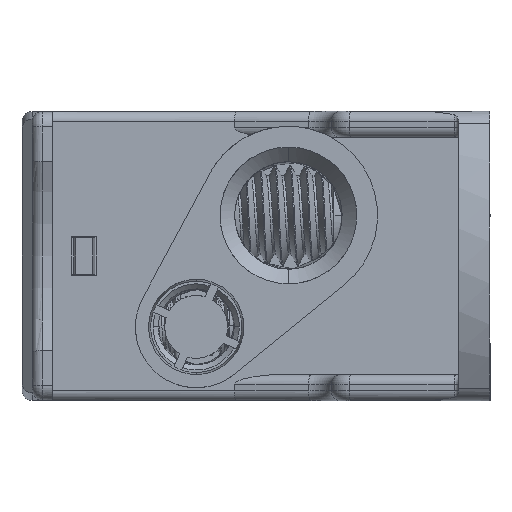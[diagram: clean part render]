
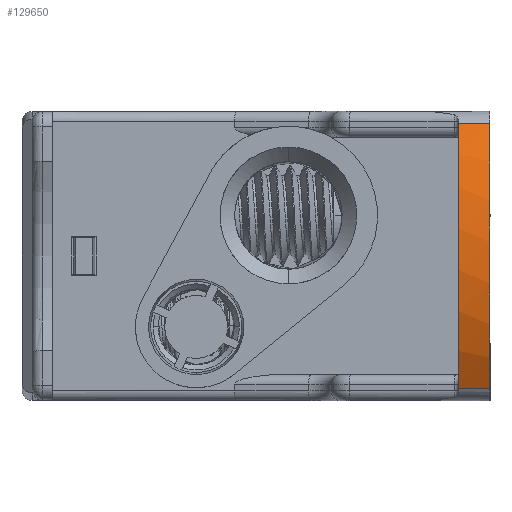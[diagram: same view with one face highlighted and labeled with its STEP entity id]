
A CAD part, left-side view. The second image highlights one B-rep face of the part: STEP entity #129650.
In plain terms, the highlighted cylindrical face has radius 25.65 mm (diameter 51.3 mm), a partial arc.
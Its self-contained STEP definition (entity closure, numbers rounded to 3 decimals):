
#7327 = CARTESIAN_POINT ( 'NONE',  ( -145.296, -28.638, -187.324 ) ) ;
#8147 = CARTESIAN_POINT ( 'NONE',  ( -147.289, -25.538, -165.288 ) ) ;
#8952 = CARTESIAN_POINT ( 'NONE',  ( -146.395, -25.538, -185.319 ) ) ;
#10454 = EDGE_LOOP ( 'NONE', ( #68783, #69953, #124787, #77836 ) ) ;
#16008 = CYLINDRICAL_SURFACE ( 'NONE', #151978, 25.65 ) ;
#17952 = CARTESIAN_POINT ( 'NONE',  ( -145.88, -25.538, -162.161 ) ) ;
#18754 = CARTESIAN_POINT ( 'NONE',  ( -148.879, -25.538, -175.395 ) ) ;
#19546 = CARTESIAN_POINT ( 'NONE',  ( -147.359, -28.638, -165.254 ) ) ;
#21156 = CARTESIAN_POINT ( 'NONE',  ( -146.395, -25.538, -163.18 ) ) ;
#25759 = CARTESIAN_POINT ( 'NONE',  ( -145.296, -28.638, -187.324 ) ) ;
#27387 = CARTESIAN_POINT ( 'NONE',  ( -123.229, -28.948, -174.25 ) ) ;
#31521 = B_SPLINE_CURVE_WITH_KNOTS ( 'NONE', 3,
 ( #7327, #69962, #118024, #56956 ),
 .UNSPECIFIED., .F., .F.,
 ( 4, 4 ),
 ( 0., 1. ),
 .UNSPECIFIED. ) ;
#31624 = VERTEX_POINT ( 'NONE', #25759 ) ;
#32538 = CARTESIAN_POINT ( 'NONE',  ( -147.664, -25.538, -166.368 ) ) ;
#35601 = EDGE_CURVE ( 'NONE', #73300, #137518, #73185, .T. ) ;
#37174 = CARTESIAN_POINT ( 'NONE',  ( -145.296, -28.638, -187.324 ) ) ;
#37973 = CARTESIAN_POINT ( 'NONE',  ( -148.574, -28.638, -178.811 ) ) ;
#43944 = CARTESIAN_POINT ( 'NONE',  ( -145.296, -25.538, -161.176 ) ) ;
#53746 = CARTESIAN_POINT ( 'NONE',  ( -145.296, -26.572, -161.176 ) ) ;
#56956 = CARTESIAN_POINT ( 'NONE',  ( -145.296, -25.538, -187.324 ) ) ;
#58582 = CARTESIAN_POINT ( 'NONE',  ( -145.296, -28.638, -161.176 ) ) ;
#58583 = CARTESIAN_POINT ( 'NONE',  ( -147.289, -25.538, -183.212 ) ) ;
#62396 = CARTESIAN_POINT ( 'NONE',  ( -147.359, -28.638, -183.246 ) ) ;
#68783 = ORIENTED_EDGE ( 'NONE', *, *, #35601, .F. ) ;
#69167 = CARTESIAN_POINT ( 'NONE',  ( -148.879, -28.638, -176.549 ) ) ;
#69953 = ORIENTED_EDGE ( 'NONE', *, *, #81570, .F. ) ;
#69962 = CARTESIAN_POINT ( 'NONE',  ( -145.296, -27.605, -187.324 ) ) ;
#73185 = B_SPLINE_CURVE_WITH_KNOTS ( 'NONE', 3,
 ( #118847, #142475, #8952, #58583, #105015, #131056, #96036, #95235, #18754, #105814, #130257, #157123, #119652, #32538, #8147, #21156, #17952, #43944 ),
 .UNSPECIFIED., .F., .F.,
 ( 4, 2, 2, 2, 2, 2, 2, 2, 4 ),
 ( 0., 0.125, 0.25, 0.375, 0.5, 0.625, 0.75, 0.875, 1. ),
 .UNSPECIFIED. ) ;
#73300 = VERTEX_POINT ( 'NONE', #89736 ) ;
#77836 = ORIENTED_EDGE ( 'NONE', *, *, #91702, .F. ) ;
#80038 = EDGE_CURVE ( 'NONE', #85650, #31624, #119029, .T. ) ;
#81570 = EDGE_CURVE ( 'NONE', #31624, #73300, #31521, .T. ) ;
#84196 = B_SPLINE_CURVE_WITH_KNOTS ( 'NONE', 3,
 ( #103401, #53746, #138483, #104999 ),
 .UNSPECIFIED., .F., .F.,
 ( 4, 4 ),
 ( 0., 1. ),
 .UNSPECIFIED. ) ;
#85650 = VERTEX_POINT ( 'NONE', #101419 ) ;
#89736 = CARTESIAN_POINT ( 'NONE',  ( -145.296, -25.538, -187.324 ) ) ;
#90071 = FACE_OUTER_BOUND ( 'NONE', #10454, .T. ) ;
#91702 = EDGE_CURVE ( 'NONE', #137518, #85650, #84196, .T. ) ;
#95235 = CARTESIAN_POINT ( 'NONE',  ( -148.802, -25.538, -176.535 ) ) ;
#95484 = CARTESIAN_POINT ( 'NONE',  ( -145.296, -25.538, -161.176 ) ) ;
#96036 = CARTESIAN_POINT ( 'NONE',  ( -148.497, -25.538, -178.804 ) ) ;
#99857 = CARTESIAN_POINT ( 'NONE',  ( -148.879, -28.638, -171.951 ) ) ;
#101419 = CARTESIAN_POINT ( 'NONE',  ( -145.296, -28.638, -161.176 ) ) ;
#103401 = CARTESIAN_POINT ( 'NONE',  ( -145.296, -25.538, -161.176 ) ) ;
#104999 = CARTESIAN_POINT ( 'NONE',  ( -145.296, -28.638, -161.176 ) ) ;
#105015 = CARTESIAN_POINT ( 'NONE',  ( -147.664, -25.538, -182.132 ) ) ;
#105814 = CARTESIAN_POINT ( 'NONE',  ( -148.879, -25.538, -173.105 ) ) ;
#108223 = CARTESIAN_POINT ( 'NONE',  ( -146.469, -28.638, -163.155 ) ) ;
#112042 = CARTESIAN_POINT ( 'NONE',  ( -146.469, -28.638, -185.344 ) ) ;
#118024 = CARTESIAN_POINT ( 'NONE',  ( -145.296, -26.572, -187.324 ) ) ;
#118847 = CARTESIAN_POINT ( 'NONE',  ( -145.296, -25.538, -187.324 ) ) ;
#119029 = B_SPLINE_CURVE_WITH_KNOTS ( 'NONE', 3,
 ( #58582, #108223, #19546, #136502, #99857, #69167, #37973, #62396, #112042, #37174 ),
 .UNSPECIFIED., .F., .F.,
 ( 4, 2, 2, 2, 4 ),
 ( 0., 0.25, 0.5, 0.75, 1. ),
 .UNSPECIFIED. ) ;
#119652 = CARTESIAN_POINT ( 'NONE',  ( -148.269, -25.538, -168.576 ) ) ;
#124787 = ORIENTED_EDGE ( 'NONE', *, *, #80038, .F. ) ;
#126708 = DIRECTION ( 'NONE',  ( 0., 1., 0. ) ) ;
#129650 = ADVANCED_FACE ( 'NONE', ( #90071 ), #16008, .T. ) ;
#130257 = CARTESIAN_POINT ( 'NONE',  ( -148.802, -25.538, -171.965 ) ) ;
#131056 = CARTESIAN_POINT ( 'NONE',  ( -148.269, -25.538, -179.924 ) ) ;
#136502 = CARTESIAN_POINT ( 'NONE',  ( -148.575, -28.638, -169.689 ) ) ;
#137518 = VERTEX_POINT ( 'NONE', #95484 ) ;
#138483 = CARTESIAN_POINT ( 'NONE',  ( -145.296, -27.605, -161.176 ) ) ;
#141346 = DIRECTION ( 'NONE',  ( 0., 0., 1. ) ) ;
#142475 = CARTESIAN_POINT ( 'NONE',  ( -145.88, -25.538, -186.339 ) ) ;
#151978 = AXIS2_PLACEMENT_3D ( 'NONE', #27387, #126708, #141346 ) ;
#157123 = CARTESIAN_POINT ( 'NONE',  ( -148.497, -25.538, -169.696 ) ) ;
